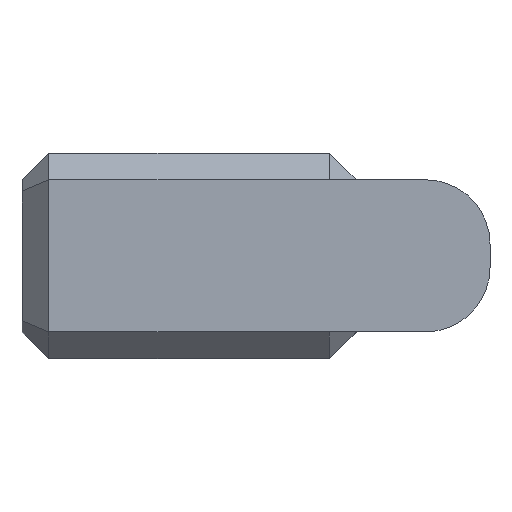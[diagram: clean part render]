
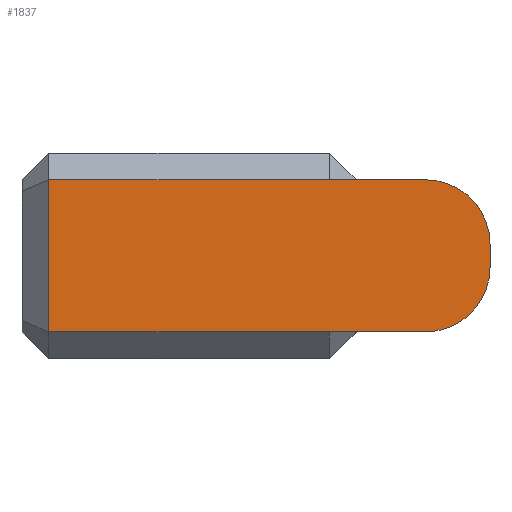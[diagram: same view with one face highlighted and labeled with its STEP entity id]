
A CAD part, top view. The second image highlights one B-rep face of the part: STEP entity #1837.
In plain terms, the highlighted planar face has unit normal (0, 0, 1).
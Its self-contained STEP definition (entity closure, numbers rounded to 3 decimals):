
#39=CIRCLE('',#1921,6.);
#40=CIRCLE('',#1924,6.);
#139=FACE_OUTER_BOUND('',#245,.T.);
#245=EDGE_LOOP('',(#1603,#1604,#1605,#1606,#1607,#1608,#1609,#1610));
#370=LINE('',#2705,#608);
#377=LINE('',#2726,#615);
#381=LINE('',#2735,#619);
#474=LINE('',#2936,#712);
#481=LINE('',#2948,#719);
#482=LINE('',#2950,#720);
#608=VECTOR('',#2207,10.);
#615=VECTOR('',#2226,10.);
#619=VECTOR('',#2236,10.);
#712=VECTOR('',#2409,10.);
#719=VECTOR('',#2424,10.);
#720=VECTOR('',#2427,10.);
#806=VERTEX_POINT('',#2699);
#808=VERTEX_POINT('',#2703);
#815=VERTEX_POINT('',#2721);
#816=VERTEX_POINT('',#2725);
#817=VERTEX_POINT('',#2729);
#818=VERTEX_POINT('',#2733);
#885=VERTEX_POINT('',#2934);
#886=VERTEX_POINT('',#2935);
#1012=EDGE_CURVE('',#808,#806,#370,.T.);
#1020=EDGE_CURVE('',#808,#815,#39,.T.);
#1022=EDGE_CURVE('',#816,#815,#377,.T.);
#1024=EDGE_CURVE('',#816,#817,#40,.T.);
#1027=EDGE_CURVE('',#818,#817,#381,.T.);
#1126=EDGE_CURVE('',#885,#886,#474,.T.);
#1133=EDGE_CURVE('',#886,#818,#481,.T.);
#1134=EDGE_CURVE('',#806,#885,#482,.T.);
#1603=ORIENTED_EDGE('',*,*,#1126,.F.);
#1604=ORIENTED_EDGE('',*,*,#1134,.F.);
#1605=ORIENTED_EDGE('',*,*,#1012,.F.);
#1606=ORIENTED_EDGE('',*,*,#1020,.T.);
#1607=ORIENTED_EDGE('',*,*,#1022,.F.);
#1608=ORIENTED_EDGE('',*,*,#1024,.T.);
#1609=ORIENTED_EDGE('',*,*,#1027,.F.);
#1610=ORIENTED_EDGE('',*,*,#1133,.F.);
#1735=PLANE('',#1970);
#1837=ADVANCED_FACE('',(#139),#1735,.T.);
#1921=AXIS2_PLACEMENT_3D('',#2722,#2221,#2222);
#1924=AXIS2_PLACEMENT_3D('',#2730,#2230,#2231);
#1970=AXIS2_PLACEMENT_3D('',#2949,#2425,#2426);
#2207=DIRECTION('',(-1.,0.,0.));
#2221=DIRECTION('center_axis',(0.,0.,1.));
#2222=DIRECTION('ref_axis',(0.,-1.,0.));
#2226=DIRECTION('',(0.,-1.,0.));
#2230=DIRECTION('center_axis',(0.,0.,1.));
#2231=DIRECTION('ref_axis',(1.,0.,0.));
#2236=DIRECTION('',(1.,0.,0.));
#2409=DIRECTION('',(0.,1.,0.));
#2424=DIRECTION('',(1.,0.,0.));
#2425=DIRECTION('center_axis',(0.,0.,1.));
#2426=DIRECTION('ref_axis',(1.,0.,0.));
#2427=DIRECTION('',(-1.,0.,0.));
#2699=CARTESIAN_POINT('',(25.1,-1.1,9.6));
#2703=CARTESIAN_POINT('',(34.1,-1.1,9.6));
#2705=CARTESIAN_POINT('',(34.1,-1.1,9.6));
#2721=CARTESIAN_POINT('',(40.1,4.9,9.6));
#2722=CARTESIAN_POINT('Origin',(34.1,4.9,9.6));
#2725=CARTESIAN_POINT('',(40.1,7.1,9.6));
#2726=CARTESIAN_POINT('',(40.1,7.1,9.6));
#2729=CARTESIAN_POINT('',(34.1,13.1,9.6));
#2730=CARTESIAN_POINT('Origin',(34.1,7.1,9.6));
#2733=CARTESIAN_POINT('',(25.1,13.1,9.6));
#2735=CARTESIAN_POINT('',(25.1,13.1,9.6));
#2934=CARTESIAN_POINT('',(-1.1,-1.1,9.6));
#2935=CARTESIAN_POINT('',(-1.1,13.1,9.6));
#2936=CARTESIAN_POINT('',(-1.1,10.8,9.6));
#2948=CARTESIAN_POINT('',(19.8,13.1,9.6));
#2949=CARTESIAN_POINT('Origin',(12.,6.,9.6));
#2950=CARTESIAN_POINT('',(4.2,-1.1,9.6));
